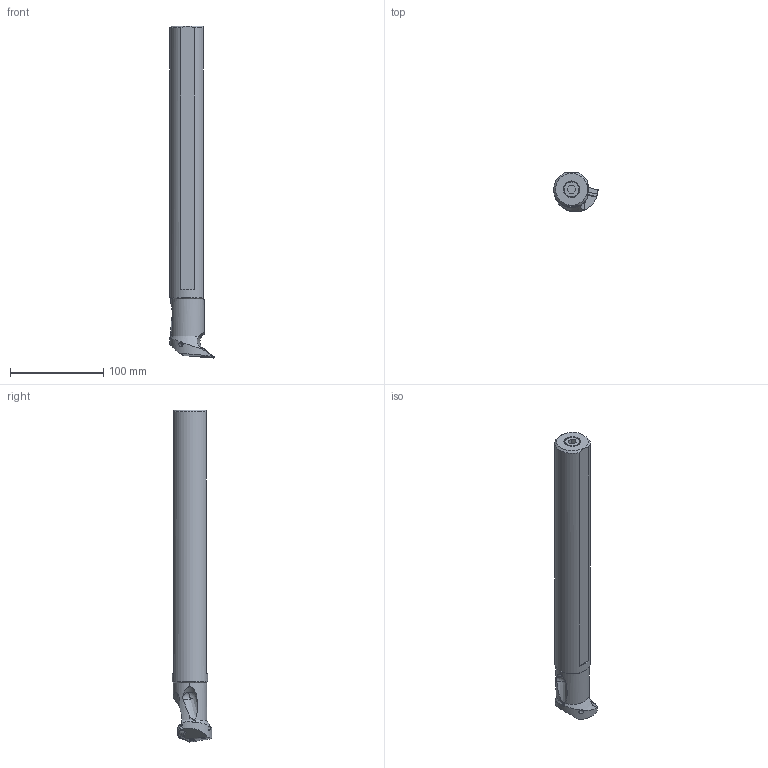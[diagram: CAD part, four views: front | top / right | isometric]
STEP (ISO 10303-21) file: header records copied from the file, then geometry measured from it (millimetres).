
FILE_DESCRIPTION(/* description */ (''),/* implementation_level */ '2;1');
FILE_NAME(/* name */ 'S-DVUNL-243-C_IR0_031.stp',/* time_stamp */ '2023-02-27T19:05:13+09:00',/* author */ (''),/* organization */ (''),/* preprocessor_version */ 'ST-DEVELOPER v16',/* originating_system */ 'SIEMENS PLM Software NX 10.0',/* authorisation */ '');
FILE_SCHEMA (('AUTOMOTIVE_DESIGN { 1 0 10303 214 3 1 1 1 }'));
Length unit declared in the file: millimetre
Products named in the file (1): S-DVUNL-243-C_IR0_031_ASM
Bounding box: 47.62 x 42.64 x 355.6 mm (x, y, z)
Volume: 336357.6 mm3; surface area: 57555.4 mm2
Topology: 2 solids, 2 shells, 350 faces, 1066 edges, 715 vertices
Faces by surface type: cylinder 120, plane 105, bspline 58, cone 34, torus 23, sphere 8, extrusion 2
Entity records: 16594 total; most frequent: CARTESIAN_POINT 7481, ORIENTED_EDGE 2084, DIRECTION 1706, EDGE_CURVE 1042, VERTEX_POINT 694, AXIS2_PLACEMENT_3D 678, EDGE_LOOP 366, ADVANCED_FACE 350
